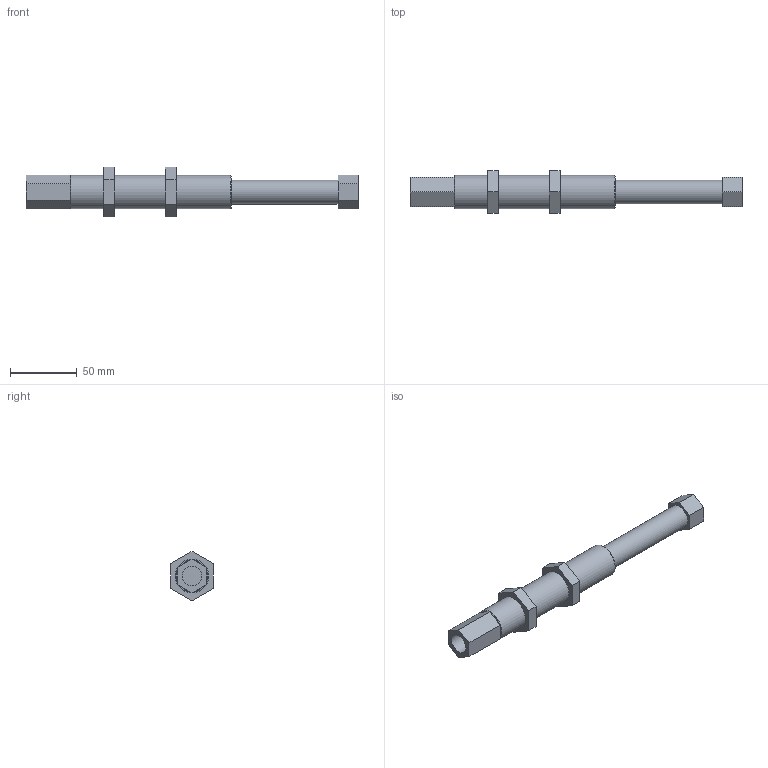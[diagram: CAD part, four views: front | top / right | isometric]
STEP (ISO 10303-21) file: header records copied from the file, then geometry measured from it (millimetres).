
FILE_DESCRIPTION(/* description */ ('GR03.2580T-Kd'),/* implementation_level */ '2;1');
FILE_NAME(/* name */ 'GR03.2580T-Kd.stp',/* time_stamp */ '2024-05-29T13:45:30+02:00',/* author */ ('RKob'),/* organization */ (''),/* preprocessor_version */ 'ST-DEVELOPER v18',/* originating_system */ 'Autodesk Inventor 2020',/* authorisation */ '');
FILE_SCHEMA (('AP203_CONFIGURATION_CONTROLLED_3D_DESIGN_OF_MECHANICAL_PARTS_AND_ASSEMBLIES_MIM_LF { 1 0 10303 203 3 1 4 }','AUTOMOTIVE_DESIGN { 1 0 10303 214 3 1 1 }'));
Length unit declared in the file: millimetre
Products named in the file (1): 0806290
Bounding box: 249 x 32 x 36.95 mm (x, y, z)
Volume: 101975.4 mm3; surface area: 22188.6 mm2
Topology: 1 solids, 1 shells, 54 faces, 125 edges, 81 vertices
Faces by surface type: plane 46, cylinder 6, cone 2
Full cylindrical faces by diameter (mm): 14.95 x2, 18 x1, 25 x3
Entity records: 1621 total; most frequent: DIRECTION 268, CARTESIAN_POINT 261, ORIENTED_EDGE 250, EDGE_CURVE 125, LINE 92, VECTOR 92, AXIS2_PLACEMENT_3D 88, VERTEX_POINT 81
